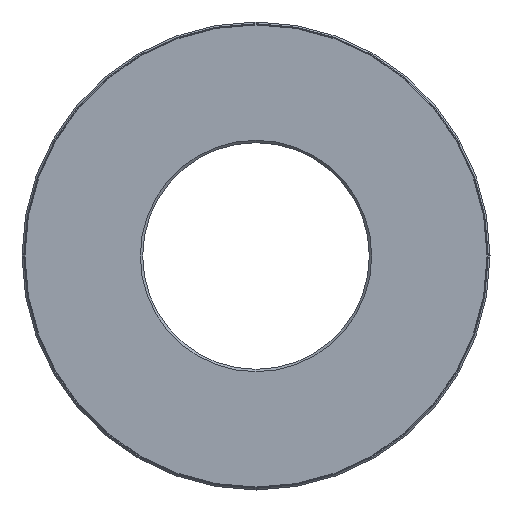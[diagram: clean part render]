
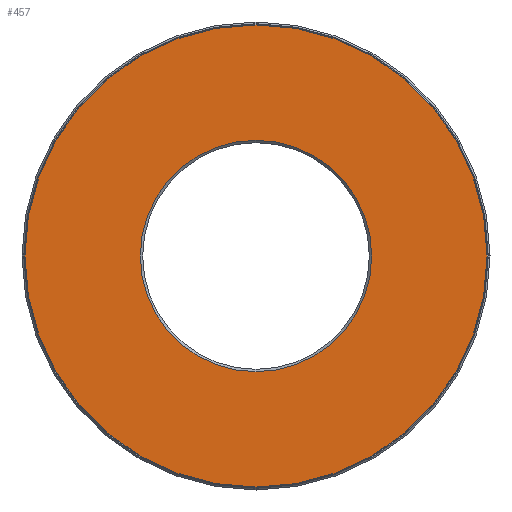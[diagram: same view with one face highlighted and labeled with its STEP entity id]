
A CAD part, front view. The second image highlights one B-rep face of the part: STEP entity #457.
In plain terms, the highlighted planar face has unit normal (0, -1, 0).
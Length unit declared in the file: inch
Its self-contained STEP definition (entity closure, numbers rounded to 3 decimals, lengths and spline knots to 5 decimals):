
#11 = CARTESIAN_POINT ( 'NONE',  ( 0., 0., 0.98875 ) ) ;
#22 = CARTESIAN_POINT ( 'NONE',  ( 0., 0., 0. ) ) ;
#64 = DIRECTION ( 'NONE',  ( 0., 0., 1. ) ) ;
#144 = CARTESIAN_POINT ( 'NONE',  ( 0., 0., 1.975 ) ) ;
#158 = DIRECTION ( 'NONE',  ( 0., 1., 0. ) ) ;
#161 = DIRECTION ( 'NONE',  ( 0., 1., 0. ) ) ;
#163 = CARTESIAN_POINT ( 'NONE',  ( 0., 0., 0. ) ) ;
#189 = CIRCLE ( 'NONE', #194, 1.975 ) ;
#194 = AXIS2_PLACEMENT_3D ( 'NONE', #434, #158, #535 ) ;
#195 = DIRECTION ( 'NONE',  ( 0., 1., 0. ) ) ;
#209 = PLANE ( 'NONE',  #420 ) ;
#243 = CIRCLE ( 'NONE', #294, 0.98875 ) ;
#287 = FACE_BOUND ( 'NONE', #297, .T. ) ;
#294 = AXIS2_PLACEMENT_3D ( 'NONE', #22, #195, #64 ) ;
#297 = EDGE_LOOP ( 'NONE', ( #453 ) ) ;
#321 = VERTEX_POINT ( 'NONE', #11 ) ;
#348 = DIRECTION ( 'NONE',  ( 0., 0., 1. ) ) ;
#369 = EDGE_CURVE ( 'NONE', #321, #321, #243, .T. ) ;
#397 = EDGE_CURVE ( 'NONE', #590, #590, #189, .T. ) ;
#420 = AXIS2_PLACEMENT_3D ( 'NONE', #163, #161, #348 ) ;
#434 = CARTESIAN_POINT ( 'NONE',  ( 0., 0., 0. ) ) ;
#453 = ORIENTED_EDGE ( 'NONE', *, *, #369, .T. ) ;
#457 = ADVANCED_FACE ( 'NONE', ( #542, #287 ), #209, .F. ) ;
#473 = EDGE_LOOP ( 'NONE', ( #503 ) ) ;
#503 = ORIENTED_EDGE ( 'NONE', *, *, #397, .F. ) ;
#535 = DIRECTION ( 'NONE',  ( 0., 0., 1. ) ) ;
#542 = FACE_OUTER_BOUND ( 'NONE', #473, .T. ) ;
#590 = VERTEX_POINT ( 'NONE', #144 ) ;
